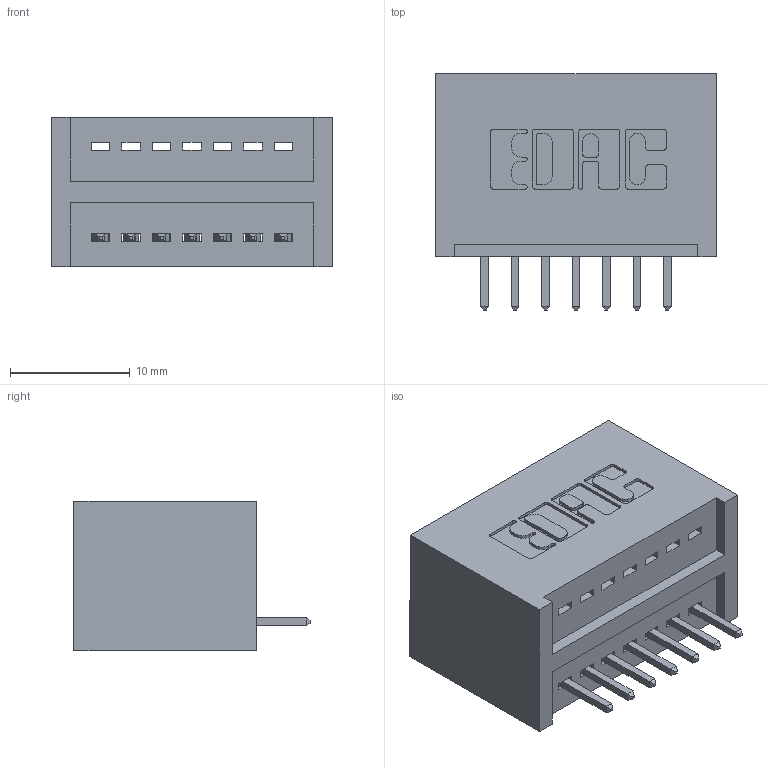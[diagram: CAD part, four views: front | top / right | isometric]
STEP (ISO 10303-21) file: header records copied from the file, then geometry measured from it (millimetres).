
FILE_DESCRIPTION (( 'STEP AP203' ), '1' );
FILE_NAME ('325-007-520-101.STEP', '2020-02-24T14:42:11', ( '' ), ( '' ), 'SwSTEP 2.0', 'SolidWorks 2016', '' );
FILE_SCHEMA (( 'CONFIG_CONTROL_DESIGN' ));
Length unit declared in the file: inch
Products named in the file (3): 325-007-520-101; 325 Part_Lugless; 325-292-001_325-293-120
Assembly tree (8 placements, depth 2):
  325-007-520-101
    325 Part_Lugless
    325-292-001_325-293-120  x7
Bounding box: 23.42 x 19.68 x 12.45 mm (x, y, z)
Volume: 3251.3 mm3; surface area: 3375.1 mm2
Topology: 8 solids, 8 shells, 512 faces, 1519 edges, 1002 vertices
Faces by surface type: plane 360, cylinder 152
Entity records: 8547 total; most frequent: CARTESIAN_POINT 1487, ORIENTED_EDGE 1430, DIRECTION 1317, EDGE_CURVE 715, VECTOR 595, LINE 595, VERTEX_POINT 474, AXIS2_PLACEMENT_3D 361
